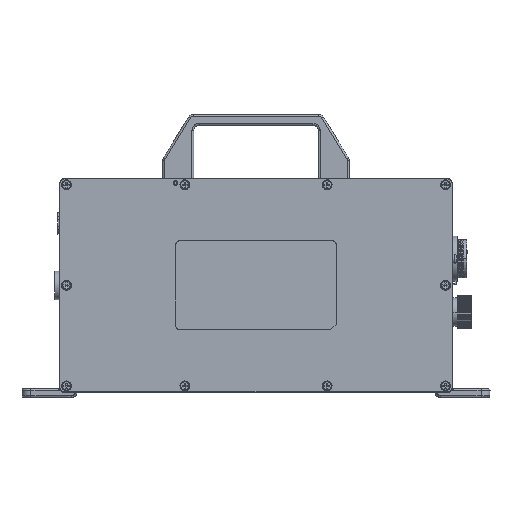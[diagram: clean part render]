
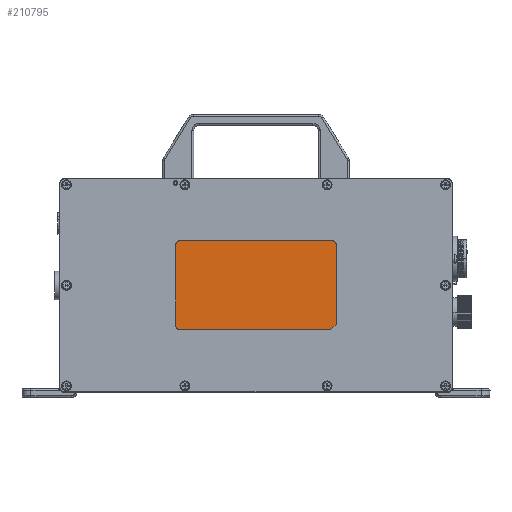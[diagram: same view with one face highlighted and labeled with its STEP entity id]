
A CAD part, top view. The second image highlights one B-rep face of the part: STEP entity #210795.
In plain terms, the highlighted planar face has unit normal (0, 0, 1).
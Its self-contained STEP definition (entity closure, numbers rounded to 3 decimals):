
#1503 = DIRECTION ( 'NONE',  ( 0., 0., 1. ) ) ;
#3786 = VERTEX_POINT ( 'NONE', #143299 ) ;
#5324 = EDGE_CURVE ( 'NONE', #23803, #190806, #218952, .T. ) ;
#6163 = DIRECTION ( 'NONE',  ( 1., 0., 0. ) ) ;
#8005 = VECTOR ( 'NONE', #76118, 1000. ) ;
#15858 = CARTESIAN_POINT ( 'NONE',  ( -45., -25., 57.2 ) ) ;
#18583 = DIRECTION ( 'NONE',  ( -1., 0., 0. ) ) ;
#23803 = VERTEX_POINT ( 'NONE', #126293 ) ;
#24060 = DIRECTION ( 'NONE',  ( 0., 0., 1. ) ) ;
#38167 = ORIENTED_EDGE ( 'NONE', *, *, #5324, .T. ) ;
#67377 = CARTESIAN_POINT ( 'NONE',  ( 42., -25., 57.2 ) ) ;
#68877 = DIRECTION ( 'NONE',  ( -1., 0., 0. ) ) ;
#70761 = EDGE_CURVE ( 'NONE', #156982, #161166, #168725, .T. ) ;
#72257 = EDGE_CURVE ( 'NONE', #190806, #156982, #211157, .T. ) ;
#75631 = AXIS2_PLACEMENT_3D ( 'NONE', #83004, #24060, #6163 ) ;
#76118 = DIRECTION ( 'NONE',  ( -1., 0., 0. ) ) ;
#83004 = CARTESIAN_POINT ( 'NONE',  ( 0., 0., 57.2 ) ) ;
#84453 = EDGE_CURVE ( 'NONE', #166945, #233302, #153922, .T. ) ;
#98880 = EDGE_CURVE ( 'NONE', #3786, #129862, #102691, .T. ) ;
#102062 = VECTOR ( 'NONE', #228625, 1000. ) ;
#102691 = LINE ( 'NONE', #15858, #243061 ) ;
#107799 = CARTESIAN_POINT ( 'NONE',  ( 45., 23., 57.2 ) ) ;
#108826 = ORIENTED_EDGE ( 'NONE', *, *, #128318, .T. ) ;
#110899 = DIRECTION ( 'NONE',  ( 0., 0., 1. ) ) ;
#113434 = DIRECTION ( 'NONE',  ( -1., 0., 0. ) ) ;
#123998 = EDGE_CURVE ( 'NONE', #161166, #3786, #178318, .T. ) ;
#126293 = CARTESIAN_POINT ( 'NONE',  ( 43., 25., 57.2 ) ) ;
#127648 = VECTOR ( 'NONE', #147479, 1000. ) ;
#128318 = EDGE_CURVE ( 'NONE', #233302, #23803, #201926, .T. ) ;
#128716 = ORIENTED_EDGE ( 'NONE', *, *, #98880, .T. ) ;
#129862 = VERTEX_POINT ( 'NONE', #67377 ) ;
#134796 = ORIENTED_EDGE ( 'NONE', *, *, #182820, .T. ) ;
#143299 = CARTESIAN_POINT ( 'NONE',  ( -43., -25., 57.2 ) ) ;
#146508 = CARTESIAN_POINT ( 'NONE',  ( -43., 25., 57.2 ) ) ;
#147479 = DIRECTION ( 'NONE',  ( 0.707, 0.707, 0. ) ) ;
#149872 = DIRECTION ( 'NONE',  ( 0., 0., 1. ) ) ;
#153922 = LINE ( 'NONE', #169619, #102062 ) ;
#156982 = VERTEX_POINT ( 'NONE', #178203 ) ;
#158950 = PLANE ( 'NONE',  #75631 ) ;
#161166 = VERTEX_POINT ( 'NONE', #185944 ) ;
#164256 = LINE ( 'NONE', #209744, #127648 ) ;
#166809 = AXIS2_PLACEMENT_3D ( 'NONE', #195275, #1503, #18583 ) ;
#166945 = VERTEX_POINT ( 'NONE', #229544 ) ;
#168725 = LINE ( 'NONE', #198042, #180963 ) ;
#169619 = CARTESIAN_POINT ( 'NONE',  ( 45., -25., 57.2 ) ) ;
#170850 = ORIENTED_EDGE ( 'NONE', *, *, #72257, .T. ) ;
#173379 = AXIS2_PLACEMENT_3D ( 'NONE', #190958, #110899, #113434 ) ;
#178203 = CARTESIAN_POINT ( 'NONE',  ( -45., 23., 57.2 ) ) ;
#178318 = CIRCLE ( 'NONE', #182805, 2. ) ;
#179220 = DIRECTION ( 'NONE',  ( 0., -1., 0. ) ) ;
#180963 = VECTOR ( 'NONE', #179220, 1000. ) ;
#182805 = AXIS2_PLACEMENT_3D ( 'NONE', #247263, #149872, #68877 ) ;
#182820 = EDGE_CURVE ( 'NONE', #129862, #166945, #164256, .T. ) ;
#185944 = CARTESIAN_POINT ( 'NONE',  ( -45., -23., 57.2 ) ) ;
#190806 = VERTEX_POINT ( 'NONE', #146508 ) ;
#190958 = CARTESIAN_POINT ( 'NONE',  ( 43., 23., 57.2 ) ) ;
#192670 = ORIENTED_EDGE ( 'NONE', *, *, #84453, .T. ) ;
#195275 = CARTESIAN_POINT ( 'NONE',  ( -43., 23., 57.2 ) ) ;
#197926 = ORIENTED_EDGE ( 'NONE', *, *, #123998, .T. ) ;
#198042 = CARTESIAN_POINT ( 'NONE',  ( -45., 25., 57.2 ) ) ;
#199023 = ORIENTED_EDGE ( 'NONE', *, *, #70761, .T. ) ;
#201926 = CIRCLE ( 'NONE', #173379, 2. ) ;
#209744 = CARTESIAN_POINT ( 'NONE',  ( 43.5, -23.5, 57.2 ) ) ;
#210795 = ADVANCED_FACE ( 'NONE', ( #237723 ), #158950, .T. ) ;
#211157 = CIRCLE ( 'NONE', #166809, 2. ) ;
#211398 = DIRECTION ( 'NONE',  ( 1., 0., 0. ) ) ;
#218952 = LINE ( 'NONE', #231527, #8005 ) ;
#228625 = DIRECTION ( 'NONE',  ( 0., 1., 0. ) ) ;
#229544 = CARTESIAN_POINT ( 'NONE',  ( 45., -22., 57.2 ) ) ;
#231527 = CARTESIAN_POINT ( 'NONE',  ( 45., 25., 57.2 ) ) ;
#233302 = VERTEX_POINT ( 'NONE', #107799 ) ;
#234886 = EDGE_LOOP ( 'NONE', ( #128716, #134796, #192670, #108826, #38167, #170850, #199023, #197926 ) ) ;
#237723 = FACE_OUTER_BOUND ( 'NONE', #234886, .T. ) ;
#243061 = VECTOR ( 'NONE', #211398, 1000. ) ;
#247263 = CARTESIAN_POINT ( 'NONE',  ( -43., -23., 57.2 ) ) ;
